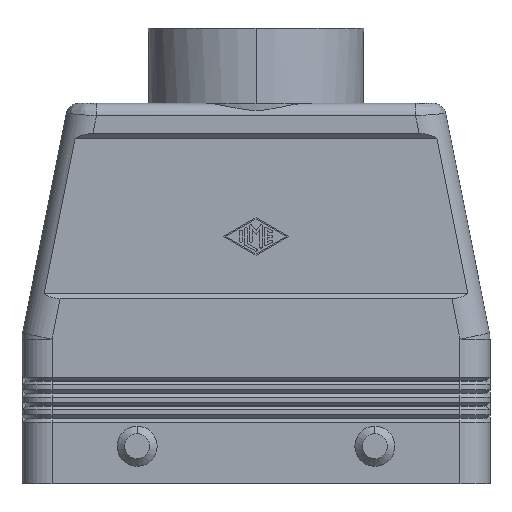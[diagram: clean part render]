
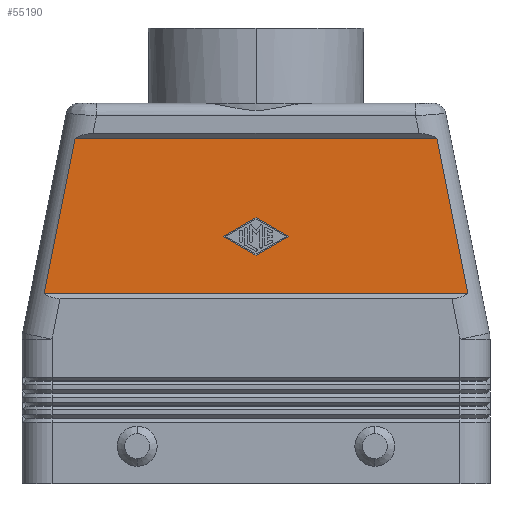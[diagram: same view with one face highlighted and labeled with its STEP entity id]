
A CAD part, front view. The second image highlights one B-rep face of the part: STEP entity #55190.
In plain terms, the highlighted planar face has unit normal (0, -1, 0).
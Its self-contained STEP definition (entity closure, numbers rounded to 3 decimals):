
#4930=CARTESIAN_POINT('',(42.323,-20.5,38.));
#4940=VERTEX_POINT('',#4930);
#4970=CARTESIAN_POINT('',(36.157,-20.5,69.));
#4980=DIRECTION('',(0.195,0.,-0.981));
#4990=VECTOR('',#4980,31.607);
#5000=LINE('',#4970,#4990);
#5010=CARTESIAN_POINT('',(36.157,-20.5,69.));
#5020=VERTEX_POINT('',#5010);
#5030=EDGE_CURVE('',#5020,#4940,#5000,.T.);
#7410=CARTESIAN_POINT('',(-36.157,-20.5,69.));
#7420=VERTEX_POINT('',#7410);
#7450=CARTESIAN_POINT('',(-42.323,-20.5,38.));
#7460=DIRECTION('',(0.195,0.,0.981));
#7470=VECTOR('',#7460,31.607);
#7480=LINE('',#7450,#7470);
#7490=CARTESIAN_POINT('',(-42.323,-20.5,38.));
#7500=VERTEX_POINT('',#7490);
#7510=EDGE_CURVE('',#7500,#7420,#7480,.T.);
#54640=CARTESIAN_POINT('',(0.,-20.5,69.));
#54650=DIRECTION('',(0.,1.,0.));
#54660=DIRECTION('',(0.,0.,1.));
#54670=AXIS2_PLACEMENT_3D('',#54640,#54650,#54660);
#54680=PLANE('',#54670);
#54690=CARTESIAN_POINT('',(-42.323,-20.5,38.));
#54700=DIRECTION('',(1.,0.,0.));
#54710=VECTOR('',#54700,84.646);
#54720=LINE('',#54690,#54710);
#54730=EDGE_CURVE('',#7500,#4940,#54720,.T.);
#54740=ORIENTED_EDGE('',*,*,#54730,.T.);
#54750=ORIENTED_EDGE('',*,*,#7510,.F.);
#54760=CARTESIAN_POINT('',(-36.157,-20.5,69.));
#54770=DIRECTION('',(1.,0.,0.));
#54780=VECTOR('',#54770,72.313);
#54790=LINE('',#54760,#54780);
#54800=EDGE_CURVE('',#7420,#5020,#54790,.T.);
#54810=ORIENTED_EDGE('',*,*,#54800,.F.);
#54820=ORIENTED_EDGE('',*,*,#5030,.F.);
#54830=EDGE_LOOP('',(#54820,#54810,#54750,#54740));
#54840=FACE_OUTER_BOUND('',#54830,.T.);
#54850=CARTESIAN_POINT('',(6.5,-20.5,49.4));
#54860=DIRECTION('',(-0.866,0.,-0.5));
#54870=VECTOR('',#54860,7.504);
#54880=LINE('',#54850,#54870);
#54890=CARTESIAN_POINT('',(6.5,-20.5,49.4));
#54900=VERTEX_POINT('',#54890);
#54910=CARTESIAN_POINT('',(0.,-20.5,45.651));
#54920=VERTEX_POINT('',#54910);
#54930=EDGE_CURVE('',#54900,#54920,#54880,.T.);
#54940=ORIENTED_EDGE('',*,*,#54930,.T.);
#54950=CARTESIAN_POINT('',(0.,-20.5,53.149));
#54960=DIRECTION('',(0.866,0.,-0.5));
#54970=VECTOR('',#54960,7.504);
#54980=LINE('',#54950,#54970);
#54990=CARTESIAN_POINT('',(0.,-20.5,53.149));
#55000=VERTEX_POINT('',#54990);
#55010=EDGE_CURVE('',#55000,#54900,#54980,.T.);
#55020=ORIENTED_EDGE('',*,*,#55010,.T.);
#55030=CARTESIAN_POINT('',(-6.5,-20.5,49.4));
#55040=DIRECTION('',(0.866,0.,0.5));
#55050=VECTOR('',#55040,7.504);
#55060=LINE('',#55030,#55050);
#55070=CARTESIAN_POINT('',(-6.5,-20.5,49.4));
#55080=VERTEX_POINT('',#55070);
#55090=EDGE_CURVE('',#55080,#55000,#55060,.T.);
#55100=ORIENTED_EDGE('',*,*,#55090,.T.);
#55110=CARTESIAN_POINT('',(0.,-20.5,45.651));
#55120=DIRECTION('',(-0.866,0.,0.5));
#55130=VECTOR('',#55120,7.504);
#55140=LINE('',#55110,#55130);
#55150=EDGE_CURVE('',#54920,#55080,#55140,.T.);
#55160=ORIENTED_EDGE('',*,*,#55150,.T.);
#55170=EDGE_LOOP('',(#55160,#55100,#55020,#54940));
#55180=FACE_BOUND('',#55170,.T.);
#55190=ADVANCED_FACE('',(#54840,#55180),#54680,.F.);
